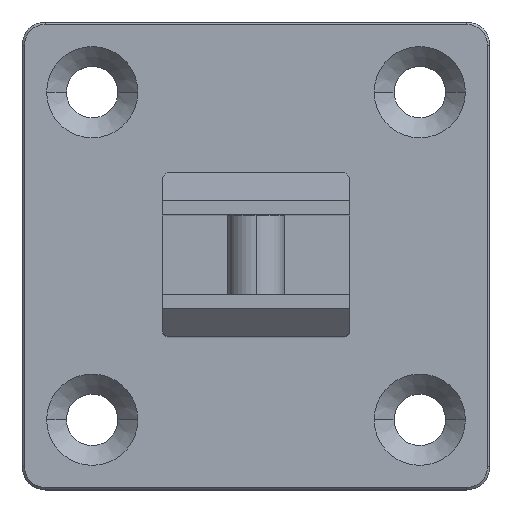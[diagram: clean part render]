
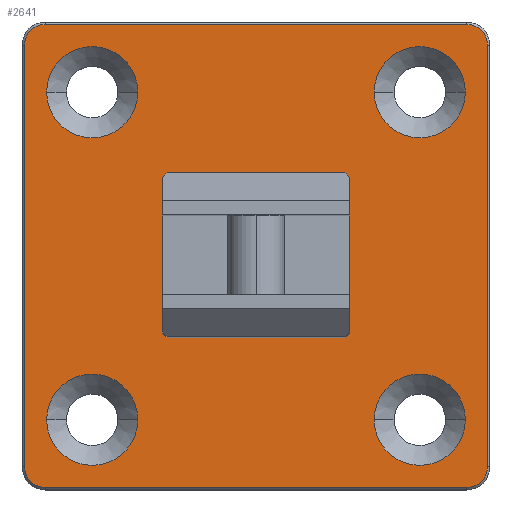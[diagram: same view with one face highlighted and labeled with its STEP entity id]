
A CAD part, top view. The second image highlights one B-rep face of the part: STEP entity #2641.
In plain terms, the highlighted planar face has unit normal (0, 0, 1).
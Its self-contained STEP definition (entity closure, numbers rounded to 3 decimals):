
#139=DIRECTION('',(0.707,0.707,0.));
#140=VECTOR('',#139,1.414);
#141=CARTESIAN_POINT('',(-20.,16.5,10.));
#142=LINE('',#141,#140);
#319=DIRECTION('',(-0.707,-0.707,0.));
#320=VECTOR('',#319,1.414);
#321=CARTESIAN_POINT('',(20.,-16.5,10.));
#322=LINE('',#321,#320);
#323=DIRECTION('',(0.,1.,0.));
#324=VECTOR('',#323,8.);
#325=CARTESIAN_POINT('',(20.,-16.5,10.));
#326=LINE('',#325,#324);
#327=DIRECTION('',(0.,-1.,0.));
#328=VECTOR('',#327,8.);
#329=CARTESIAN_POINT('',(-20.,-8.5,10.));
#330=LINE('',#329,#328);
#331=DIRECTION('',(1.,0.,0.));
#332=VECTOR('',#331,38.);
#333=CARTESIAN_POINT('',(-19.,-17.5,10.));
#334=LINE('',#333,#332);
#335=DIRECTION('',(0.,-1.,0.));
#336=VECTOR('',#335,16.9);
#337=CARTESIAN_POINT('',(-20.,8.45,10.));
#338=LINE('',#337,#336);
#339=DIRECTION('',(1.,0.,0.));
#340=VECTOR('',#339,40.);
#341=CARTESIAN_POINT('',(-20.,-8.45,10.));
#342=LINE('',#341,#340);
#343=DIRECTION('',(0.,1.,0.));
#344=VECTOR('',#343,16.9);
#345=CARTESIAN_POINT('',(20.,-8.45,10.));
#346=LINE('',#345,#344);
#347=CARTESIAN_POINT('',(-35.,-35.,10.));
#348=DIRECTION('',(0.,0.,1.));
#349=DIRECTION('',(-1.,0.,0.));
#350=AXIS2_PLACEMENT_3D('',#347,#348,#349);
#352=CARTESIAN_POINT('',(-35.,-35.,10.));
#353=DIRECTION('',(0.,0.,1.));
#354=DIRECTION('',(1.,0.,0.));
#355=AXIS2_PLACEMENT_3D('',#352,#353,#354);
#357=CARTESIAN_POINT('',(-35.,35.,10.));
#358=DIRECTION('',(0.,0.,1.));
#359=DIRECTION('',(-1.,0.,0.));
#360=AXIS2_PLACEMENT_3D('',#357,#358,#359);
#362=CARTESIAN_POINT('',(-35.,35.,10.));
#363=DIRECTION('',(0.,0.,1.));
#364=DIRECTION('',(1.,0.,0.));
#365=AXIS2_PLACEMENT_3D('',#362,#363,#364);
#367=CARTESIAN_POINT('',(35.,35.,10.));
#368=DIRECTION('',(0.,0.,1.));
#369=DIRECTION('',(-1.,0.,0.));
#370=AXIS2_PLACEMENT_3D('',#367,#368,#369);
#372=CARTESIAN_POINT('',(35.,35.,10.));
#373=DIRECTION('',(0.,0.,1.));
#374=DIRECTION('',(1.,0.,0.));
#375=AXIS2_PLACEMENT_3D('',#372,#373,#374);
#377=CARTESIAN_POINT('',(35.,-35.,10.));
#378=DIRECTION('',(0.,0.,1.));
#379=DIRECTION('',(-1.,0.,0.));
#380=AXIS2_PLACEMENT_3D('',#377,#378,#379);
#382=CARTESIAN_POINT('',(35.,-35.,10.));
#383=DIRECTION('',(0.,0.,1.));
#384=DIRECTION('',(1.,0.,0.));
#385=AXIS2_PLACEMENT_3D('',#382,#383,#384);
#387=CARTESIAN_POINT('',(-45.,-45.,10.));
#388=DIRECTION('',(0.,0.,1.));
#389=DIRECTION('',(-1.,0.,0.));
#390=AXIS2_PLACEMENT_3D('',#387,#388,#389);
#392=DIRECTION('',(0.,-1.,0.));
#393=VECTOR('',#392,90.);
#394=CARTESIAN_POINT('',(-49.5,45.,10.));
#395=LINE('',#394,#393);
#396=CARTESIAN_POINT('',(-45.,45.,10.));
#397=DIRECTION('',(0.,0.,1.));
#398=DIRECTION('',(0.,1.,0.));
#399=AXIS2_PLACEMENT_3D('',#396,#397,#398);
#401=DIRECTION('',(-1.,0.,0.));
#402=VECTOR('',#401,90.);
#403=CARTESIAN_POINT('',(45.,49.5,10.));
#404=LINE('',#403,#402);
#405=CARTESIAN_POINT('',(45.,45.,10.));
#406=DIRECTION('',(0.,0.,1.));
#407=DIRECTION('',(1.,0.,0.));
#408=AXIS2_PLACEMENT_3D('',#405,#406,#407);
#410=DIRECTION('',(0.,1.,0.));
#411=VECTOR('',#410,90.);
#412=CARTESIAN_POINT('',(49.5,-45.,10.));
#413=LINE('',#412,#411);
#414=CARTESIAN_POINT('',(45.,-45.,10.));
#415=DIRECTION('',(0.,0.,1.));
#416=DIRECTION('',(0.,-1.,0.));
#417=AXIS2_PLACEMENT_3D('',#414,#415,#416);
#419=DIRECTION('',(1.,0.,0.));
#420=VECTOR('',#419,90.);
#421=CARTESIAN_POINT('',(-45.,-49.5,10.));
#422=LINE('',#421,#420);
#423=DIRECTION('',(0.,-1.,0.));
#424=VECTOR('',#423,8.);
#425=CARTESIAN_POINT('',(-20.,16.5,10.));
#426=LINE('',#425,#424);
#427=DIRECTION('',(1.,0.,0.));
#428=VECTOR('',#427,40.);
#429=CARTESIAN_POINT('',(-20.,8.5,10.));
#430=LINE('',#429,#428);
#431=DIRECTION('',(0.,1.,0.));
#432=VECTOR('',#431,8.);
#433=CARTESIAN_POINT('',(20.,8.5,10.));
#434=LINE('',#433,#432);
#435=DIRECTION('',(-1.,0.,0.));
#436=VECTOR('',#435,38.);
#437=CARTESIAN_POINT('',(19.,17.5,10.));
#438=LINE('',#437,#436);
#453=DIRECTION('',(1.,0.,0.));
#454=VECTOR('',#453,40.);
#455=CARTESIAN_POINT('',(-20.,-8.5,10.));
#456=LINE('',#455,#454);
#731=DIRECTION('',(-0.707,0.707,0.));
#732=VECTOR('',#731,1.414);
#733=CARTESIAN_POINT('',(-19.,-17.5,10.));
#734=LINE('',#733,#732);
#755=DIRECTION('',(1.,0.,0.));
#756=VECTOR('',#755,40.);
#757=CARTESIAN_POINT('',(-20.,8.45,10.));
#758=LINE('',#757,#756);
#1627=DIRECTION('',(0.707,-0.707,0.));
#1628=VECTOR('',#1627,1.414);
#1629=CARTESIAN_POINT('',(19.,17.5,10.));
#1630=LINE('',#1629,#1628);
#1717=CARTESIAN_POINT('',(-19.,-17.5,10.));
#1718=CARTESIAN_POINT('',(19.,-17.5,10.));
#1719=VERTEX_POINT('',#1717);
#1720=VERTEX_POINT('',#1718);
#1721=CARTESIAN_POINT('',(19.,17.5,10.));
#1722=CARTESIAN_POINT('',(-19.,17.5,10.));
#1723=VERTEX_POINT('',#1721);
#1724=VERTEX_POINT('',#1722);
#1725=CARTESIAN_POINT('',(-20.,16.5,10.));
#1726=VERTEX_POINT('',#1725);
#1727=CARTESIAN_POINT('',(-20.,-16.5,10.));
#1728=VERTEX_POINT('',#1727);
#1729=CARTESIAN_POINT('',(20.,16.5,10.));
#1730=VERTEX_POINT('',#1729);
#1731=CARTESIAN_POINT('',(20.,-16.5,10.));
#1732=VERTEX_POINT('',#1731);
#1765=CARTESIAN_POINT('',(-44.75,-35.,10.));
#1766=VERTEX_POINT('',#1765);
#1767=CARTESIAN_POINT('',(-25.25,-35.,10.));
#1768=VERTEX_POINT('',#1767);
#1777=CARTESIAN_POINT('',(-44.75,35.,10.));
#1778=VERTEX_POINT('',#1777);
#1779=CARTESIAN_POINT('',(-25.25,35.,10.));
#1780=VERTEX_POINT('',#1779);
#1789=CARTESIAN_POINT('',(25.25,35.,10.));
#1790=VERTEX_POINT('',#1789);
#1791=CARTESIAN_POINT('',(44.75,35.,10.));
#1792=VERTEX_POINT('',#1791);
#1801=CARTESIAN_POINT('',(25.25,-35.,10.));
#1802=VERTEX_POINT('',#1801);
#1803=CARTESIAN_POINT('',(44.75,-35.,10.));
#1804=VERTEX_POINT('',#1803);
#1845=CARTESIAN_POINT('',(-49.5,-45.,10.));
#1846=CARTESIAN_POINT('',(-45.,-49.5,10.));
#1847=VERTEX_POINT('',#1845);
#1848=VERTEX_POINT('',#1846);
#1853=CARTESIAN_POINT('',(45.,-49.5,10.));
#1854=VERTEX_POINT('',#1853);
#1857=CARTESIAN_POINT('',(49.5,-45.,10.));
#1858=VERTEX_POINT('',#1857);
#1861=CARTESIAN_POINT('',(49.5,45.,10.));
#1862=VERTEX_POINT('',#1861);
#1865=CARTESIAN_POINT('',(45.,49.5,10.));
#1866=VERTEX_POINT('',#1865);
#1869=CARTESIAN_POINT('',(-45.,49.5,10.));
#1870=VERTEX_POINT('',#1869);
#1873=CARTESIAN_POINT('',(-49.5,45.,10.));
#1874=VERTEX_POINT('',#1873);
#1877=CARTESIAN_POINT('',(-20.,8.45,10.));
#1879=VERTEX_POINT('',#1877);
#1881=CARTESIAN_POINT('',(-20.,-8.45,10.));
#1883=VERTEX_POINT('',#1881);
#1885=CARTESIAN_POINT('',(20.,8.45,10.));
#1887=VERTEX_POINT('',#1885);
#1889=CARTESIAN_POINT('',(20.,-8.45,10.));
#1891=VERTEX_POINT('',#1889);
#1893=CARTESIAN_POINT('',(-20.,8.5,10.));
#1894=VERTEX_POINT('',#1893);
#1895=CARTESIAN_POINT('',(-20.,-8.5,10.));
#1896=VERTEX_POINT('',#1895);
#1897=CARTESIAN_POINT('',(20.,-8.5,10.));
#1898=VERTEX_POINT('',#1897);
#1899=CARTESIAN_POINT('',(20.,8.5,10.));
#1900=VERTEX_POINT('',#1899);
#2566=CARTESIAN_POINT('',(0.,0.,10.));
#2567=DIRECTION('',(0.,0.,1.));
#2568=DIRECTION('',(1.,0.,0.));
#2569=AXIS2_PLACEMENT_3D('',#2566,#2567,#2568);
#2570=PLANE('',#2569);
#2572=ORIENTED_EDGE('',*,*,#2571,.F.);
#2574=ORIENTED_EDGE('',*,*,#2573,.F.);
#2576=ORIENTED_EDGE('',*,*,#2575,.F.);
#2578=ORIENTED_EDGE('',*,*,#2577,.F.);
#2580=ORIENTED_EDGE('',*,*,#2579,.F.);
#2582=ORIENTED_EDGE('',*,*,#2581,.F.);
#2584=ORIENTED_EDGE('',*,*,#2583,.F.);
#2586=ORIENTED_EDGE('',*,*,#2585,.F.);
#2587=EDGE_LOOP('',(#2572,#2574,#2576,#2578,#2580,#2582,#2584,#2586));
#2588=FACE_OUTER_BOUND('',#2587,.F.);
#2589=ORIENTED_EDGE('',*,*,#2339,.T.);
#2591=ORIENTED_EDGE('',*,*,#2590,.T.);
#2592=ORIENTED_EDGE('',*,*,#2482,.T.);
#2594=ORIENTED_EDGE('',*,*,#2593,.F.);
#2595=EDGE_LOOP('',(#2589,#2591,#2592,#2594));
#2596=FACE_BOUND('',#2595,.F.);
#2598=ORIENTED_EDGE('',*,*,#2597,.T.);
#2600=ORIENTED_EDGE('',*,*,#2599,.T.);
#2601=EDGE_LOOP('',(#2598,#2600));
#2602=FACE_BOUND('',#2601,.F.);
#2604=ORIENTED_EDGE('',*,*,#2603,.T.);
#2606=ORIENTED_EDGE('',*,*,#2605,.T.);
#2607=EDGE_LOOP('',(#2604,#2606));
#2608=FACE_BOUND('',#2607,.F.);
#2610=ORIENTED_EDGE('',*,*,#2609,.T.);
#2612=ORIENTED_EDGE('',*,*,#2611,.T.);
#2613=EDGE_LOOP('',(#2610,#2612));
#2614=FACE_BOUND('',#2613,.F.);
#2616=ORIENTED_EDGE('',*,*,#2615,.T.);
#2618=ORIENTED_EDGE('',*,*,#2617,.T.);
#2619=EDGE_LOOP('',(#2616,#2618));
#2620=FACE_BOUND('',#2619,.F.);
#2621=ORIENTED_EDGE('',*,*,#2498,.T.);
#2623=ORIENTED_EDGE('',*,*,#2622,.F.);
#2624=ORIENTED_EDGE('',*,*,#2357,.T.);
#2626=ORIENTED_EDGE('',*,*,#2625,.F.);
#2628=ORIENTED_EDGE('',*,*,#2627,.T.);
#2629=ORIENTED_EDGE('',*,*,#2559,.F.);
#2630=EDGE_LOOP('',(#2621,#2623,#2624,#2626,#2628,#2629));
#2631=FACE_BOUND('',#2630,.F.);
#2632=ORIENTED_EDGE('',*,*,#2319,.T.);
#2633=ORIENTED_EDGE('',*,*,#2369,.T.);
#2634=ORIENTED_EDGE('',*,*,#2470,.T.);
#2636=ORIENTED_EDGE('',*,*,#2635,.F.);
#2637=ORIENTED_EDGE('',*,*,#2244,.T.);
#2638=ORIENTED_EDGE('',*,*,#2306,.F.);
#2639=EDGE_LOOP('',(#2632,#2633,#2634,#2636,#2637,#2638));
#2640=FACE_BOUND('',#2639,.F.);
#351=CIRCLE('',#350,9.75);
#356=CIRCLE('',#355,9.75);
#361=CIRCLE('',#360,9.75);
#366=CIRCLE('',#365,9.75);
#371=CIRCLE('',#370,9.75);
#376=CIRCLE('',#375,9.75);
#381=CIRCLE('',#380,9.75);
#386=CIRCLE('',#385,9.75);
#391=CIRCLE('',#390,4.5);
#400=CIRCLE('',#399,4.5);
#409=CIRCLE('',#408,4.5);
#418=CIRCLE('',#417,4.5);
#2244=EDGE_CURVE('',#1723,#1724,#438,.T.);
#2306=EDGE_CURVE('',#1726,#1724,#142,.T.);
#2319=EDGE_CURVE('',#1726,#1894,#426,.T.);
#2339=EDGE_CURVE('',#1879,#1883,#338,.T.);
#2357=EDGE_CURVE('',#1896,#1728,#330,.T.);
#2369=EDGE_CURVE('',#1894,#1900,#430,.T.);
#2470=EDGE_CURVE('',#1900,#1730,#434,.T.);
#2482=EDGE_CURVE('',#1891,#1887,#346,.T.);
#2498=EDGE_CURVE('',#1732,#1898,#326,.T.);
#2559=EDGE_CURVE('',#1732,#1720,#322,.T.);
#2571=EDGE_CURVE('',#1847,#1848,#391,.T.);
#2573=EDGE_CURVE('',#1874,#1847,#395,.T.);
#2575=EDGE_CURVE('',#1870,#1874,#400,.T.);
#2577=EDGE_CURVE('',#1866,#1870,#404,.T.);
#2579=EDGE_CURVE('',#1862,#1866,#409,.T.);
#2581=EDGE_CURVE('',#1858,#1862,#413,.T.);
#2583=EDGE_CURVE('',#1854,#1858,#418,.T.);
#2585=EDGE_CURVE('',#1848,#1854,#422,.T.);
#2590=EDGE_CURVE('',#1883,#1891,#342,.T.);
#2593=EDGE_CURVE('',#1879,#1887,#758,.T.);
#2597=EDGE_CURVE('',#1766,#1768,#351,.T.);
#2599=EDGE_CURVE('',#1768,#1766,#356,.T.);
#2603=EDGE_CURVE('',#1778,#1780,#361,.T.);
#2605=EDGE_CURVE('',#1780,#1778,#366,.T.);
#2609=EDGE_CURVE('',#1790,#1792,#371,.T.);
#2611=EDGE_CURVE('',#1792,#1790,#376,.T.);
#2615=EDGE_CURVE('',#1802,#1804,#381,.T.);
#2617=EDGE_CURVE('',#1804,#1802,#386,.T.);
#2622=EDGE_CURVE('',#1896,#1898,#456,.T.);
#2625=EDGE_CURVE('',#1719,#1728,#734,.T.);
#2627=EDGE_CURVE('',#1719,#1720,#334,.T.);
#2635=EDGE_CURVE('',#1723,#1730,#1630,.T.);
#2641=ADVANCED_FACE('',(#2588,#2596,#2602,#2608,#2614,#2620,#2631,#2640),#2570,
.T.);
